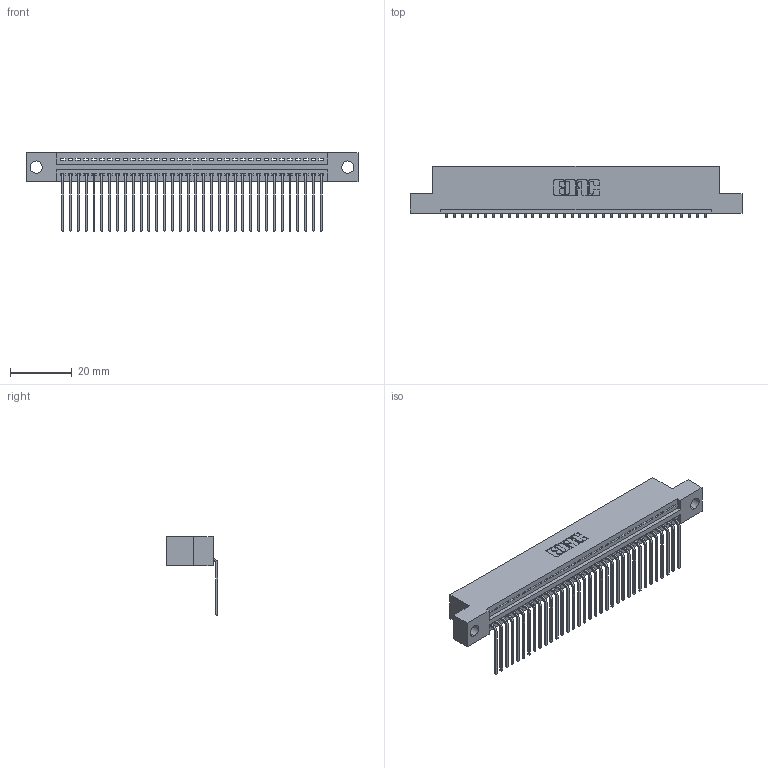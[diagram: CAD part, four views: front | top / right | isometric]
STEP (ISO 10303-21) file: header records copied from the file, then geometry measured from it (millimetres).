
FILE_DESCRIPTION (( 'STEP AP203' ), '1' );
FILE_NAME ('345-034-559-104.STEP', '2018-08-29T04:34:05', ( '' ), ( '' ), 'SwSTEP 2.0', 'SolidWorks 2016', '' );
FILE_SCHEMA (( 'CONFIG_CONTROL_DESIGN' ));
Length unit declared in the file: inch
Products named in the file (3): 345-034-559-104; 345 Part_Flush Mounting Lugs - 0.156 Dia-TH; 345-292-001_558 559 Tail - 1
Assembly tree (35 placements, depth 2):
  345-034-559-104
    345 Part_Flush Mounting Lugs - 0.156 Dia-TH
    345-292-001_558 559 Tail - 1  x34
Bounding box: 107.57 x 16.75 x 25.53 mm (x, y, z)
Volume: 10176.9 mm3; surface area: 13889.9 mm2
Topology: 35 solids, 35 shells, 2166 faces, 6529 edges, 4306 vertices
Faces by surface type: plane 1508, cylinder 658
Entity records: 26753 total; most frequent: CARTESIAN_POINT 4642, ORIENTED_EDGE 4610, DIRECTION 4065, EDGE_CURVE 2305, LINE 2037, VECTOR 2037, VERTEX_POINT 1534, AXIS2_PLACEMENT_3D 1014
